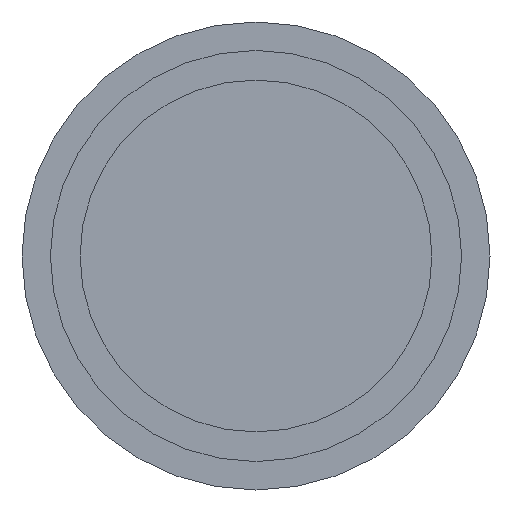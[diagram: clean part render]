
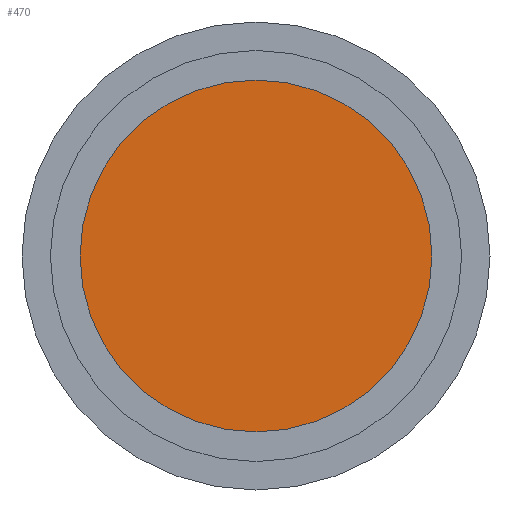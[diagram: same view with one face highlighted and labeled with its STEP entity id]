
A CAD part, front view. The second image highlights one B-rep face of the part: STEP entity #470.
In plain terms, the highlighted planar face has unit normal (0, -1, 0).
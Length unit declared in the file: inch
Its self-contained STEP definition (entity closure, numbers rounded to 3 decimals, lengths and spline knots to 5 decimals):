
#54 = DIRECTION ( 'NONE',  ( 1., 0., 0. ) ) ;
#55 = DIRECTION ( 'NONE',  ( 0., -1., 0. ) ) ;
#59 = CARTESIAN_POINT ( 'NONE',  ( 0., -0.196, 0. ) ) ;
#63 = DIRECTION ( 'NONE',  ( 1., 0., 0. ) ) ;
#64 = DIRECTION ( 'NONE',  ( 0., -1., 0. ) ) ;
#68 = CARTESIAN_POINT ( 'NONE',  ( 0., -0.196, 0. ) ) ;
#270 = CIRCLE ( 'NONE', #341, 0.47 ) ;
#338 = AXIS2_PLACEMENT_3D ( 'NONE', #68, #64, #63 ) ;
#341 = AXIS2_PLACEMENT_3D ( 'NONE', #59, #55, #54 ) ;
#421 = FACE_OUTER_BOUND ( 'NONE', #744, .T. ) ;
#430 = AXIS2_PLACEMENT_3D ( 'NONE', #571, #572, #573 ) ;
#447 = EDGE_CURVE ( 'NONE', #832, #833, #501, .T. ) ;
#450 = EDGE_CURVE ( 'NONE', #833, #832, #270, .T. ) ;
#470 = ADVANCED_FACE ( 'NONE', ( #421 ), #570, .T. ) ;
#501 = CIRCLE ( 'NONE', #338, 0.47 ) ;
#570 = PLANE ( 'NONE',  #430 ) ;
#571 = CARTESIAN_POINT ( 'NONE',  ( 0., -0.196, 0. ) ) ;
#572 = DIRECTION ( 'NONE',  ( 0., -1., 0. ) ) ;
#573 = DIRECTION ( 'NONE',  ( 1., 0., 0. ) ) ;
#595 = CARTESIAN_POINT ( 'NONE',  ( 0.47, -0.196, 0. ) ) ;
#596 = CARTESIAN_POINT ( 'NONE',  ( -0.47, -0.196, 0. ) ) ;
#744 = EDGE_LOOP ( 'NONE', ( #751, #750 ) ) ;
#750 = ORIENTED_EDGE ( 'NONE', *, *, #447, .T. ) ;
#751 = ORIENTED_EDGE ( 'NONE', *, *, #450, .T. ) ;
#832 = VERTEX_POINT ( 'NONE', #595 ) ;
#833 = VERTEX_POINT ( 'NONE', #596 ) ;
